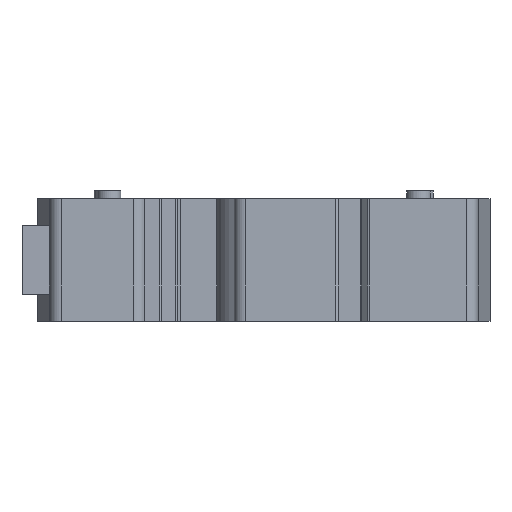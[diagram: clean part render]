
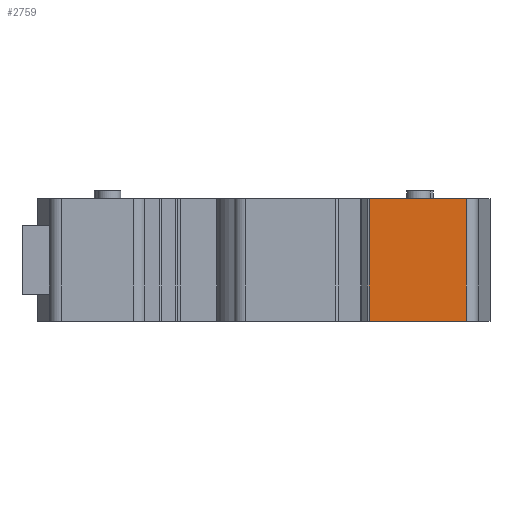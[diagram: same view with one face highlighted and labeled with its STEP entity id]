
A CAD part, front view. The second image highlights one B-rep face of the part: STEP entity #2759.
In plain terms, the highlighted planar face has unit normal (0, -1, 0).
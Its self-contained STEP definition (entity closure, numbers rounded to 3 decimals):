
#156=DIRECTION('',(1.,0.,0.));
#157=VECTOR('',#156,16.293);
#158=CARTESIAN_POINT('',(17.707,-35.3,-10.3));
#159=LINE('',#158,#157);
#362=DIRECTION('',(1.,0.,0.));
#363=VECTOR('',#362,16.293);
#364=CARTESIAN_POINT('',(17.707,-35.3,10.3));
#365=LINE('',#364,#363);
#742=DIRECTION('',(0.,0.,1.));
#743=VECTOR('',#742,20.6);
#744=CARTESIAN_POINT('',(34.,-35.3,-10.3));
#745=LINE('',#744,#743);
#746=DIRECTION('',(0.,0.,1.));
#747=VECTOR('',#746,20.6);
#748=CARTESIAN_POINT('',(17.707,-35.3,-10.3));
#749=LINE('',#748,#747);
#1656=CARTESIAN_POINT('',(17.707,-35.3,-10.3));
#1657=VERTEX_POINT('',#1656);
#1658=CARTESIAN_POINT('',(34.,-35.3,-10.3));
#1659=VERTEX_POINT('',#1658);
#1766=CARTESIAN_POINT('',(17.707,-35.3,10.3));
#1767=VERTEX_POINT('',#1766);
#1768=CARTESIAN_POINT('',(34.,-35.3,10.3));
#1769=VERTEX_POINT('',#1768);
#2747=CARTESIAN_POINT('',(17.707,-35.3,-10.3));
#2748=DIRECTION('',(0.,-1.,0.));
#2749=DIRECTION('',(1.,0.,0.));
#2750=AXIS2_PLACEMENT_3D('',#2747,#2748,#2749);
#2751=PLANE('',#2750);
#2752=ORIENTED_EDGE('',*,*,#2175,.F.);
#2754=ORIENTED_EDGE('',*,*,#2753,.T.);
#2755=ORIENTED_EDGE('',*,*,#2295,.T.);
#2756=ORIENTED_EDGE('',*,*,#2740,.F.);
#2757=EDGE_LOOP('',(#2752,#2754,#2755,#2756));
#2758=FACE_OUTER_BOUND('',#2757,.F.);
#2175=EDGE_CURVE('',#1657,#1659,#159,.T.);
#2295=EDGE_CURVE('',#1767,#1769,#365,.T.);
#2740=EDGE_CURVE('',#1659,#1769,#745,.T.);
#2753=EDGE_CURVE('',#1657,#1767,#749,.T.);
#2759=ADVANCED_FACE('',(#2758),#2751,.T.);
